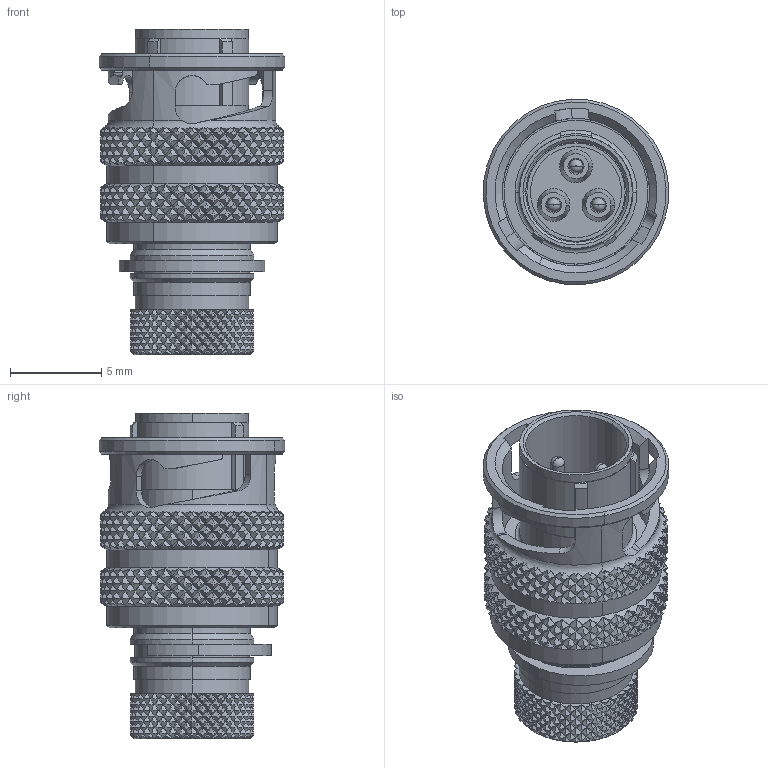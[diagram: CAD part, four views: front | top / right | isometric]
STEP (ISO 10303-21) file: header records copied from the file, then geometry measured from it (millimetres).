
FILE_DESCRIPTION (( 'STEP AP214' ), '1' );
FILE_NAME ('ASX602-03PN-HE.STEP', '2015-11-24T12:09:46', ( 'TE Connectivity' ), ( 'TE Connectivity' ), 'SwSTEP 2.0', 'SolidWorks 2014', '' );
FILE_SCHEMA (( 'AUTOMOTIVE_DESIGN' ));
Length unit declared in the file: millimetre
Products named in the file (1): ASX602-03PN-HE
Bounding box: 10.19 x 10.19 x 17.89 mm (x, y, z)
Volume: 593.7 mm3; surface area: 2335.9 mm2
Topology: 16 solids, 16 shells, 4216 faces, 8966 edges, 4796 vertices
Faces by surface type: bspline 2992, cylinder 880, plane 166, cone 131, torus 47
Entity records: 254382 total; most frequent: CARTESIAN_POINT 151497, ORIENTED_EDGE 17932, EDGE_CURVE 8966, VERTEX_POINT 4796, DIRECTION 4451, EDGE_LOOP 4280, UNCERTAINTY_MEASURE_WITH_UNIT 4234, STYLED_ITEM 4233
